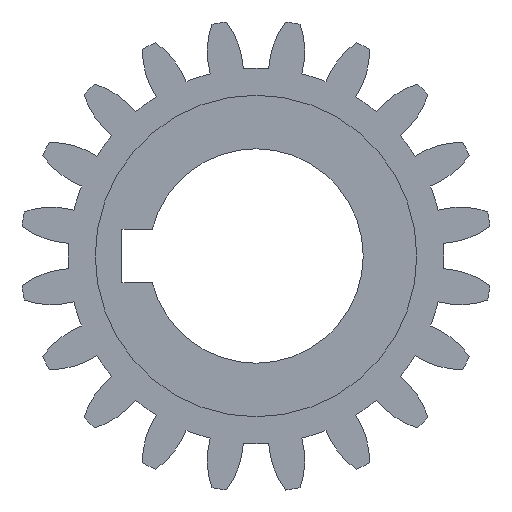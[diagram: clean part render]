
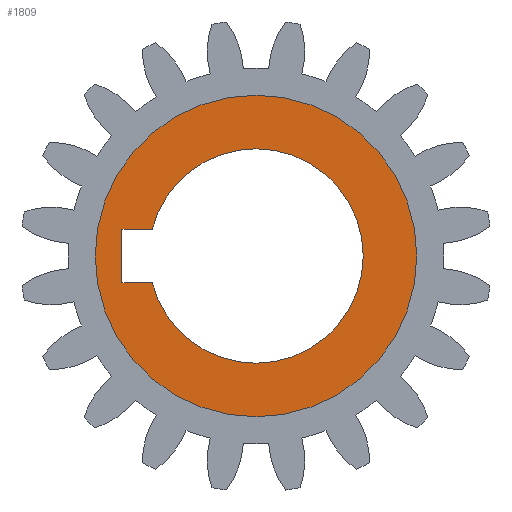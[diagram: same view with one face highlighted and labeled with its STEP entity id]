
A CAD part, left-side view. The second image highlights one B-rep face of the part: STEP entity #1809.
In plain terms, the highlighted planar face has unit normal (-1, 0, 0).
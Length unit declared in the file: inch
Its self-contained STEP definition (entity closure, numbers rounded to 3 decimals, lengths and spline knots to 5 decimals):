
#31 = DIRECTION ( 'NONE',  ( 0., 0., 1. ) ) ;
#40 = AXIS2_PLACEMENT_3D ( 'NONE', #1681, #2080, #3242 ) ;
#107 = AXIS2_PLACEMENT_3D ( 'NONE', #3113, #3358, #1288 ) ;
#135 = CARTESIAN_POINT ( 'NONE',  ( -1.67427, 0.38008, 0.36735 ) ) ;
#168 = VERTEX_POINT ( 'NONE', #895 ) ;
#171 = VERTEX_POINT ( 'NONE', #135 ) ;
#210 = EDGE_CURVE ( 'NONE', #1276, #2708, #3048, .T. ) ;
#226 = DIRECTION ( 'NONE',  ( -1., 0., 0. ) ) ;
#231 = ORIENTED_EDGE ( 'NONE', *, *, #1669, .F. ) ;
#662 = CARTESIAN_POINT ( 'NONE',  ( -1.67427, 0.38008, 0.99235 ) ) ;
#726 = CARTESIAN_POINT ( 'NONE',  ( -1.67427, 0.38008, 0.86735 ) ) ;
#778 = VERTEX_POINT ( 'NONE', #726 ) ;
#863 = DIRECTION ( 'NONE',  ( -1., 0., 0. ) ) ;
#895 = CARTESIAN_POINT ( 'NONE',  ( -1.67427, 0.38008, 0.24235 ) ) ;
#899 = CARTESIAN_POINT ( 'NONE',  ( -1.67427, 0.38008, 0.61735 ) ) ;
#902 = CARTESIAN_POINT ( 'NONE',  ( -1.67427, 0.69258, 0.55485 ) ) ;
#952 = CIRCLE ( 'NONE', #1966, 0.25 ) ;
#1023 = CARTESIAN_POINT ( 'NONE',  ( -1.67427, 0.69258, 0.67985 ) ) ;
#1123 = VECTOR ( 'NONE', #1210, 39.37008 ) ;
#1127 = LINE ( 'NONE', #902, #1123 ) ;
#1143 = CARTESIAN_POINT ( 'NONE',  ( -1.67427, 0.38008, 0.61735 ) ) ;
#1173 = AXIS2_PLACEMENT_3D ( 'NONE', #1143, #863, #31 ) ;
#1210 = DIRECTION ( 'NONE',  ( 0., 0., -1. ) ) ;
#1223 = EDGE_LOOP ( 'NONE', ( #231, #2561, #2998, #1868, #1870, #3159 ) ) ;
#1234 = EDGE_CURVE ( 'NONE', #2985, #1276, #1127, .T. ) ;
#1276 = VERTEX_POINT ( 'NONE', #1534 ) ;
#1288 = DIRECTION ( 'NONE',  ( 0., 0., 1. ) ) ;
#1348 = DIRECTION ( 'NONE',  ( 0., 1., 0. ) ) ;
#1350 = FACE_BOUND ( 'NONE', #1223, .T. ) ;
#1367 = AXIS2_PLACEMENT_3D ( 'NONE', #899, #2801, #3130 ) ;
#1522 = FACE_OUTER_BOUND ( 'NONE', #2351, .T. ) ;
#1534 = CARTESIAN_POINT ( 'NONE',  ( -1.67427, 0.69258, 0.55485 ) ) ;
#1669 = EDGE_CURVE ( 'NONE', #2275, #2985, #3207, .T. ) ;
#1681 = CARTESIAN_POINT ( 'NONE',  ( -1.67427, 0.38008, 0.61735 ) ) ;
#1683 = EDGE_CURVE ( 'NONE', #778, #2275, #952, .T. ) ;
#1730 = CARTESIAN_POINT ( 'NONE',  ( -1.67427, 0.62215, 0.55485 ) ) ;
#1809 = ADVANCED_FACE ( 'NONE', ( #1522, #1350 ), #1996, .T. ) ;
#1839 = VECTOR ( 'NONE', #1348, 39.37008 ) ;
#1868 = ORIENTED_EDGE ( 'NONE', *, *, #2585, .F. ) ;
#1870 = ORIENTED_EDGE ( 'NONE', *, *, #210, .F. ) ;
#1874 = CARTESIAN_POINT ( 'NONE',  ( -1.67427, 0.38008, 0.61735 ) ) ;
#1957 = ORIENTED_EDGE ( 'NONE', *, *, #2842, .T. ) ;
#1966 = AXIS2_PLACEMENT_3D ( 'NONE', #1874, #226, #2142 ) ;
#1996 = PLANE ( 'NONE',  #1367 ) ;
#2004 = CARTESIAN_POINT ( 'NONE',  ( -1.67427, 0.62215, 0.67985 ) ) ;
#2080 = DIRECTION ( 'NONE',  ( -1., 0., 0. ) ) ;
#2083 = AXIS2_PLACEMENT_3D ( 'NONE', #2320, #3327, #3086 ) ;
#2142 = DIRECTION ( 'NONE',  ( 0., 0., 1. ) ) ;
#2275 = VERTEX_POINT ( 'NONE', #2004 ) ;
#2320 = CARTESIAN_POINT ( 'NONE',  ( -1.67427, 0.38008, 0.61735 ) ) ;
#2351 = EDGE_LOOP ( 'NONE', ( #3078, #1957 ) ) ;
#2420 = CIRCLE ( 'NONE', #2083, 0.375 ) ;
#2448 = DIRECTION ( 'NONE',  ( 0., -1., 0. ) ) ;
#2477 = EDGE_CURVE ( 'NONE', #171, #778, #2944, .T. ) ;
#2561 = ORIENTED_EDGE ( 'NONE', *, *, #1683, .F. ) ;
#2585 = EDGE_CURVE ( 'NONE', #2708, #171, #2907, .T. ) ;
#2634 = CIRCLE ( 'NONE', #1173, 0.375 ) ;
#2655 = CARTESIAN_POINT ( 'NONE',  ( -1.67427, 0.69258, 0.67985 ) ) ;
#2704 = CARTESIAN_POINT ( 'NONE',  ( -1.67427, 0.62215, 0.55485 ) ) ;
#2708 = VERTEX_POINT ( 'NONE', #1730 ) ;
#2780 = VERTEX_POINT ( 'NONE', #662 ) ;
#2781 = VECTOR ( 'NONE', #2448, 39.37008 ) ;
#2801 = DIRECTION ( 'NONE',  ( -1., 0., 0. ) ) ;
#2842 = EDGE_CURVE ( 'NONE', #2780, #168, #2634, .T. ) ;
#2907 = CIRCLE ( 'NONE', #40, 0.25 ) ;
#2944 = CIRCLE ( 'NONE', #107, 0.25 ) ;
#2985 = VERTEX_POINT ( 'NONE', #1023 ) ;
#2998 = ORIENTED_EDGE ( 'NONE', *, *, #2477, .F. ) ;
#3048 = LINE ( 'NONE', #2704, #2781 ) ;
#3078 = ORIENTED_EDGE ( 'NONE', *, *, #3110, .T. ) ;
#3086 = DIRECTION ( 'NONE',  ( 0., 0., 1. ) ) ;
#3110 = EDGE_CURVE ( 'NONE', #168, #2780, #2420, .T. ) ;
#3113 = CARTESIAN_POINT ( 'NONE',  ( -1.67427, 0.38008, 0.61735 ) ) ;
#3130 = DIRECTION ( 'NONE',  ( 0., 0., 1. ) ) ;
#3159 = ORIENTED_EDGE ( 'NONE', *, *, #1234, .F. ) ;
#3207 = LINE ( 'NONE', #2655, #1839 ) ;
#3242 = DIRECTION ( 'NONE',  ( 0., 0., 1. ) ) ;
#3327 = DIRECTION ( 'NONE',  ( -1., 0., 0. ) ) ;
#3358 = DIRECTION ( 'NONE',  ( -1., 0., 0. ) ) ;
